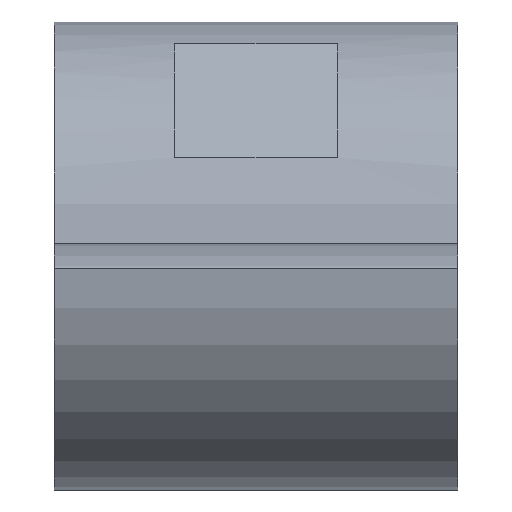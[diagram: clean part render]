
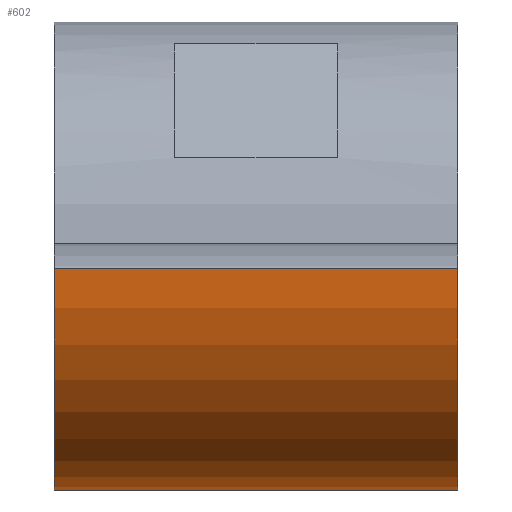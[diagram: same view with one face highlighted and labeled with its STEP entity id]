
A CAD part, left-side view. The second image highlights one B-rep face of the part: STEP entity #602.
In plain terms, the highlighted cylindrical face has radius 9.525 mm (diameter 19.05 mm), a partial arc.
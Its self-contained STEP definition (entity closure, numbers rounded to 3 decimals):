
#28 = DIRECTION ( 'NONE',  ( 0., 1., 0. ) ) ;
#32 = VERTEX_POINT ( 'NONE', #559 ) ;
#42 = CARTESIAN_POINT ( 'NONE',  ( 0., 8.204, -9.525 ) ) ;
#68 = CARTESIAN_POINT ( 'NONE',  ( 0., -8.204, -9.525 ) ) ;
#80 = VERTEX_POINT ( 'NONE', #42 ) ;
#131 = CIRCLE ( 'NONE', #709, 9.525 ) ;
#231 = DIRECTION ( 'NONE',  ( 0., 0., 1. ) ) ;
#235 = CARTESIAN_POINT ( 'NONE',  ( -9.511, -8.204, -0.508 ) ) ;
#254 = DIRECTION ( 'NONE',  ( 0., 1., 0. ) ) ;
#271 = EDGE_CURVE ( 'NONE', #80, #32, #131, .T. ) ;
#339 = ORIENTED_EDGE ( 'NONE', *, *, #271, .F. ) ;
#346 = AXIS2_PLACEMENT_3D ( 'NONE', #682, #662, #231 ) ;
#357 = CIRCLE ( 'NONE', #346, 9.525 ) ;
#382 = CYLINDRICAL_SURFACE ( 'NONE', #517, 9.525 ) ;
#407 = ORIENTED_EDGE ( 'NONE', *, *, #503, .T. ) ;
#431 = ORIENTED_EDGE ( 'NONE', *, *, #616, .F. ) ;
#439 = ORIENTED_EDGE ( 'NONE', *, *, #739, .T. ) ;
#446 = CARTESIAN_POINT ( 'NONE',  ( 0., 8.204, 0. ) ) ;
#451 = DIRECTION ( 'NONE',  ( 0., 1., 0. ) ) ;
#470 = DIRECTION ( 'NONE',  ( 0., 0., 1. ) ) ;
#472 = CARTESIAN_POINT ( 'NONE',  ( 0., -8.204, -9.525 ) ) ;
#482 = FACE_OUTER_BOUND ( 'NONE', #523, .T. ) ;
#487 = VERTEX_POINT ( 'NONE', #472 ) ;
#503 = EDGE_CURVE ( 'NONE', #817, #32, #767, .T. ) ;
#505 = CARTESIAN_POINT ( 'NONE',  ( -9.511, -8.204, -0.508 ) ) ;
#517 = AXIS2_PLACEMENT_3D ( 'NONE', #806, #451, #470 ) ;
#523 = EDGE_LOOP ( 'NONE', ( #431, #439, #407, #339 ) ) ;
#559 = CARTESIAN_POINT ( 'NONE',  ( -9.511, 8.204, -0.508 ) ) ;
#578 = DIRECTION ( 'NONE',  ( 0., 1., 0. ) ) ;
#599 = DIRECTION ( 'NONE',  ( 0., 0., 1. ) ) ;
#602 = ADVANCED_FACE ( 'NONE', ( #482 ), #382, .T. ) ;
#616 = EDGE_CURVE ( 'NONE', #487, #80, #786, .T. ) ;
#662 = DIRECTION ( 'NONE',  ( 0., 1., 0. ) ) ;
#682 = CARTESIAN_POINT ( 'NONE',  ( 0., -8.204, 0. ) ) ;
#709 = AXIS2_PLACEMENT_3D ( 'NONE', #446, #578, #599 ) ;
#739 = EDGE_CURVE ( 'NONE', #487, #817, #357, .T. ) ;
#767 = LINE ( 'NONE', #235, #863 ) ;
#786 = LINE ( 'NONE', #68, #864 ) ;
#806 = CARTESIAN_POINT ( 'NONE',  ( 0., -8.204, 0. ) ) ;
#817 = VERTEX_POINT ( 'NONE', #505 ) ;
#863 = VECTOR ( 'NONE', #28, 1000. ) ;
#864 = VECTOR ( 'NONE', #254, 1000. ) ;
